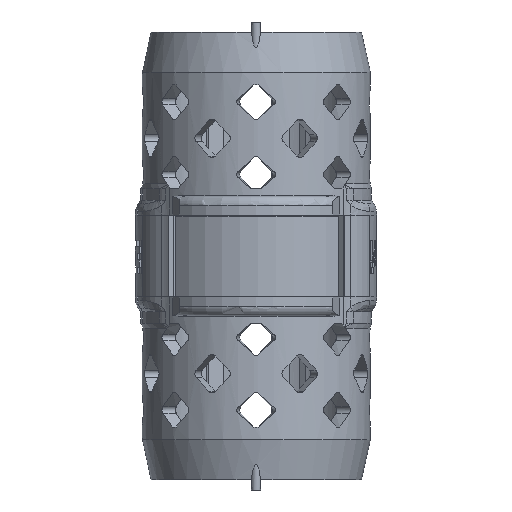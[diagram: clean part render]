
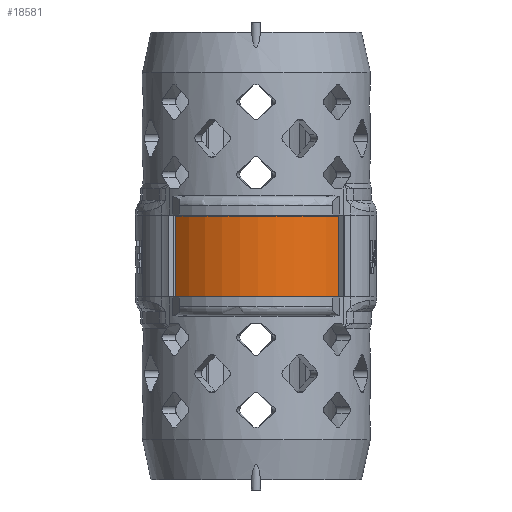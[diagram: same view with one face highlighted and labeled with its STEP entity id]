
A CAD part, left-side view. The second image highlights one B-rep face of the part: STEP entity #18581.
In plain terms, the highlighted cylindrical face has radius 22.242 mm (diameter 44.484 mm), a partial arc.
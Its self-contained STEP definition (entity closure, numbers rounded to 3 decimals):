
#1466=CYLINDRICAL_SURFACE('',#19688,22.242);
#1674=FACE_OUTER_BOUND('',#2745,.T.);
#2745=EDGE_LOOP('',(#12090,#12091,#12092,#12093));
#3887=CIRCLE('',#19682,22.242);
#3890=CIRCLE('',#19686,22.242);
#4614=LINE('',#25839,#5874);
#4615=LINE('',#25841,#5875);
#5874=VECTOR('',#21328,10.);
#5875=VECTOR('',#21331,10.);
#7130=VERTEX_POINT('',#25821);
#7131=VERTEX_POINT('',#25823);
#7134=VERTEX_POINT('',#25830);
#7136=VERTEX_POINT('',#25834);
#9090=EDGE_CURVE('',#7130,#7131,#3887,.F.);
#9096=EDGE_CURVE('',#7134,#7136,#3890,.F.);
#9098=EDGE_CURVE('',#7136,#7131,#4614,.T.);
#9099=EDGE_CURVE('',#7134,#7130,#4615,.T.);
#12090=ORIENTED_EDGE('',*,*,#9098,.T.);
#12091=ORIENTED_EDGE('',*,*,#9090,.F.);
#12092=ORIENTED_EDGE('',*,*,#9099,.F.);
#12093=ORIENTED_EDGE('',*,*,#9096,.T.);
#18581=ADVANCED_FACE('',(#1674),#1466,.T.);
#19682=AXIS2_PLACEMENT_3D('',#25824,#21312,#21313);
#19686=AXIS2_PLACEMENT_3D('',#25836,#21323,#21324);
#19688=AXIS2_PLACEMENT_3D('',#25840,#21329,#21330);
#21312=DIRECTION('center_axis',(0.,0.,-1.));
#21313=DIRECTION('ref_axis',(-0.692,0.722,0.));
#21323=DIRECTION('center_axis',(0.,0.,-1.));
#21324=DIRECTION('ref_axis',(-0.692,0.722,0.));
#21328=DIRECTION('',(0.,0.,1.));
#21329=DIRECTION('center_axis',(0.,0.,1.));
#21330=DIRECTION('ref_axis',(-0.692,0.722,0.));
#21331=DIRECTION('',(0.,0.,1.));
#25821=CARTESIAN_POINT('',(-15.582,16.01,7.968));
#25823=CARTESIAN_POINT('',(-15.135,-16.52,7.968));
#25824=CARTESIAN_POINT('Origin',(-0.191,-0.046,
7.968));
#25830=CARTESIAN_POINT('',(-15.582,16.01,-8.032));
#25834=CARTESIAN_POINT('',(-15.135,-16.52,-8.032));
#25836=CARTESIAN_POINT('Origin',(-0.191,-0.046,
-8.032));
#25839=CARTESIAN_POINT('',(-15.135,-16.52,-6.132));
#25840=CARTESIAN_POINT('Origin',(-0.191,-0.046,
-6.132));
#25841=CARTESIAN_POINT('',(-15.582,16.01,-6.132));
